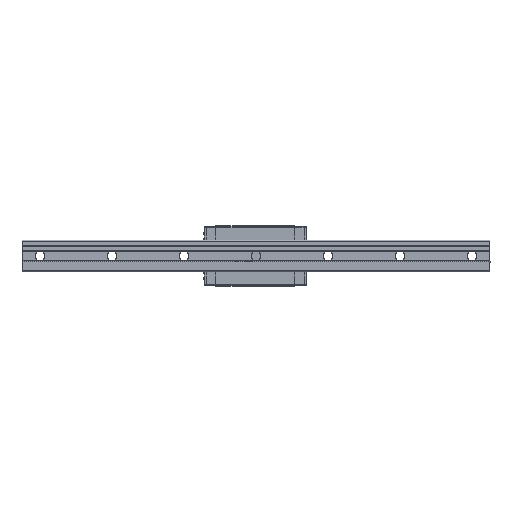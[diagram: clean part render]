
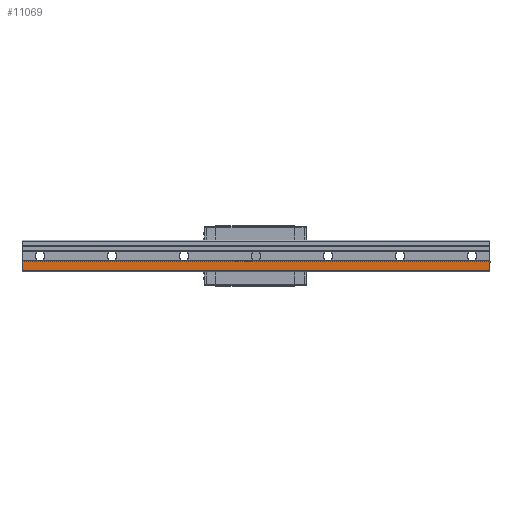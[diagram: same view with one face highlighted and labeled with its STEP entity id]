
A CAD part, left-side view. The second image highlights one B-rep face of the part: STEP entity #11069.
In plain terms, the highlighted planar face has unit normal (-1, 0, 0).
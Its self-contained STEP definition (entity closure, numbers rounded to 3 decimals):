
#587 = VECTOR ( 'NONE', #2271, 1000. ) ;
#875 = EDGE_CURVE ( 'NONE', #8086, #4206, #8178, .T. ) ;
#1076 = CARTESIAN_POINT ( 'NONE',  ( -19., 780., -7.751 ) ) ;
#1533 = VERTEX_POINT ( 'NONE', #4214 ) ;
#1756 = CARTESIAN_POINT ( 'NONE',  ( -19., 780., -8.5 ) ) ;
#1934 = DIRECTION ( 'NONE',  ( 0., 0., -1. ) ) ;
#2243 = LINE ( 'NONE', #1076, #5876 ) ;
#2271 = DIRECTION ( 'NONE',  ( 0., -1., 0. ) ) ;
#2303 = DIRECTION ( 'NONE',  ( 0., -1., 0. ) ) ;
#2500 = ORIENTED_EDGE ( 'NONE', *, *, #3513, .F. ) ;
#2695 = CARTESIAN_POINT ( 'NONE',  ( -19., 780., -24.4 ) ) ;
#2744 = FACE_OUTER_BOUND ( 'NONE', #8127, .T. ) ;
#3018 = ORIENTED_EDGE ( 'NONE', *, *, #875, .T. ) ;
#3093 = DIRECTION ( 'NONE',  ( 1., 0., 0. ) ) ;
#3306 = EDGE_CURVE ( 'NONE', #5397, #8086, #2243, .T. ) ;
#3457 = CARTESIAN_POINT ( 'NONE',  ( -19., 780., -8.5 ) ) ;
#3484 = CARTESIAN_POINT ( 'NONE',  ( -19., 780., -24.4 ) ) ;
#3513 = EDGE_CURVE ( 'NONE', #1533, #4206, #10343, .T. ) ;
#4182 = VECTOR ( 'NONE', #7979, 1000. ) ;
#4206 = VERTEX_POINT ( 'NONE', #9271 ) ;
#4214 = CARTESIAN_POINT ( 'NONE',  ( -19., 0., -8.5 ) ) ;
#4264 = CARTESIAN_POINT ( 'NONE',  ( -19., 780., -24.4 ) ) ;
#4612 = LINE ( 'NONE', #3457, #587 ) ;
#5397 = VERTEX_POINT ( 'NONE', #1756 ) ;
#5876 = VECTOR ( 'NONE', #11455, 1000. ) ;
#6130 = ORIENTED_EDGE ( 'NONE', *, *, #3306, .T. ) ;
#6373 = VECTOR ( 'NONE', #2303, 1000. ) ;
#6604 = PLANE ( 'NONE',  #7763 ) ;
#7763 = AXIS2_PLACEMENT_3D ( 'NONE', #4264, #3093, #1934 ) ;
#7979 = DIRECTION ( 'NONE',  ( 0., 0., -1. ) ) ;
#8086 = VERTEX_POINT ( 'NONE', #2695 ) ;
#8127 = EDGE_LOOP ( 'NONE', ( #8341, #6130, #3018, #2500 ) ) ;
#8178 = LINE ( 'NONE', #3484, #6373 ) ;
#8341 = ORIENTED_EDGE ( 'NONE', *, *, #10638, .F. ) ;
#9147 = CARTESIAN_POINT ( 'NONE',  ( -19., 0., -7.751 ) ) ;
#9271 = CARTESIAN_POINT ( 'NONE',  ( -19., 0., -24.4 ) ) ;
#10343 = LINE ( 'NONE', #9147, #4182 ) ;
#10638 = EDGE_CURVE ( 'NONE', #5397, #1533, #4612, .T. ) ;
#11069 = ADVANCED_FACE ( 'NONE', ( #2744 ), #6604, .F. ) ;
#11455 = DIRECTION ( 'NONE',  ( 0., 0., -1. ) ) ;
